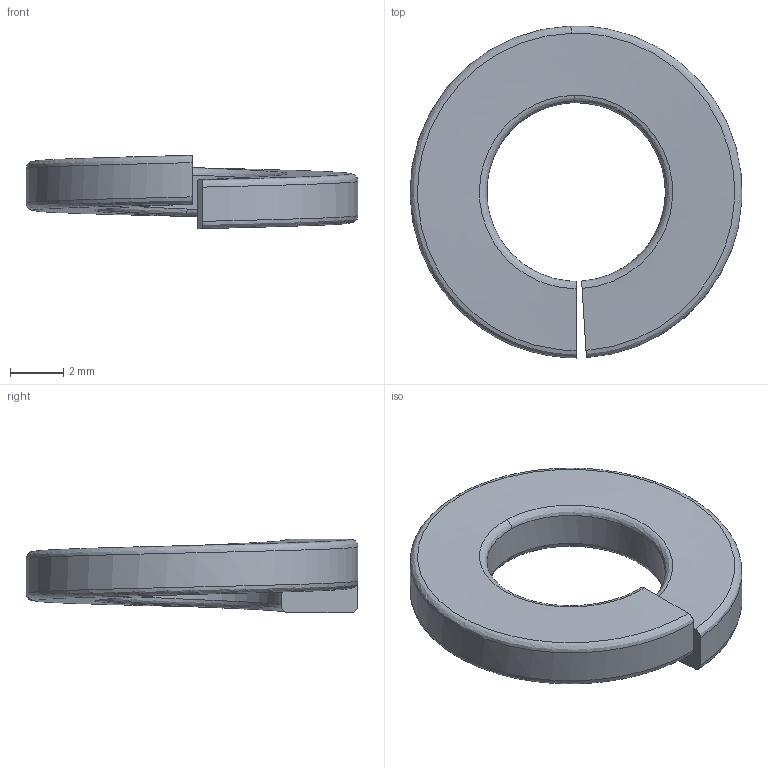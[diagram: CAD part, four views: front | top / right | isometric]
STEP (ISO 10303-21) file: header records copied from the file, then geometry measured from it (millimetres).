
FILE_DESCRIPTION((''),'2;1');
FILE_NAME('001_WASHER_ASM','2023-10-30T',('SYSTEM'),(''),'PRO/ENGINEER BY PARAMETRIC TECHNOLOGY CORPORATION, 2016360','PRO/ENGINEER BY PARAMETRIC TECHNOLOGY CORPORATION, 2016360','');
FILE_SCHEMA(('AUTOMOTIVE_DESIGN { 1 0 10303 214 1 1 1 1 }'));
Length unit declared in the file: inch
Products named in the file (2): WL-25; 001_WASHER_ASM
Assembly tree (1 placements, depth 2):
  001_WASHER_ASM
    WL-25
Bounding box: 12.41 x 12.42 x 2.74 mm (x, y, z)
Volume: 154 mm3; surface area: 275.6 mm2
Topology: 1 solids, 1 shells, 14 faces, 36 edges, 24 vertices
Faces by surface type: bspline 10, plane 2, cylinder 2
Entity records: 3099 total; most frequent: CARTESIAN_POINT 2632, COLOUR_RGB 110, ORIENTED_EDGE 72, EDGE_CURVE 36, DIRECTION 30, VERTEX_POINT 24, B_SPLINE_CURVE_WITH_KNOTS 24, EDGE_LOOP 14
